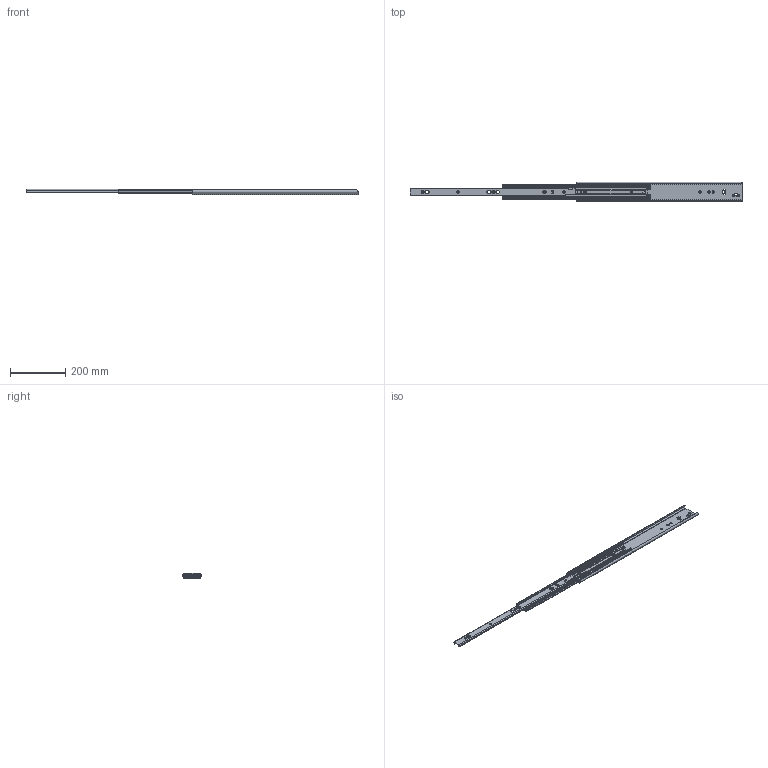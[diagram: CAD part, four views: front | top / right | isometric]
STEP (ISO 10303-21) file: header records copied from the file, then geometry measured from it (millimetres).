
FILE_DESCRIPTION(/* description */ ('TITAN-F- 600/600mm (18.5) Zinc-Magnesium'),/* implementation_level */ '2;1');
FILE_NAME(/* name */ 'M01-AC0_00_open.stp',/* time_stamp */ '2025-09-08T13:19:03+02:00',/* author */ ('l.hoffmann'),/* organization */ (''),/* preprocessor_version */ 'ST-DEVELOPER v20',/* originating_system */ 'Autodesk Inventor 2022',/* authorisation */ '');
FILE_SCHEMA (('AUTOMOTIVE_DESIGN { 1 0 10303 214 3 1 1 }'));
Length unit declared in the file: millimetre
Products named in the file (14): M01-F84; 511-M01-F84-TM1; 511-M01-F84-TM1_1; E000179097; E000179094; E000179093; 512-M01-F84-TM2; 512-M01-F84-TM2_1; E000179106; E000179084; E000179104; E000179103; 514-M01-F84-TM3; 514-M01-F84-TM3_1
Assembly tree (40 placements, depth 3):
  M01-F84
    511-M01-F84-TM1
      511-M01-F84-TM1_1
    E000179097
      E000179084
      E000179094
      E000179093  x15
    512-M01-F84-TM2
      512-M01-F84-TM2_1
    E000179106
      E000179084
      E000179104
      E000179103  x13
    514-M01-F84-TM3
      514-M01-F84-TM3_1
Bounding box: 1200 x 70.9 x 18.4 mm (x, y, z)
Volume: 287326.6 mm3; surface area: 344156.1 mm2
Topology: 61 solids, 61 shells, 1531 faces, 4591 edges, 3053 vertices
Faces by surface type: plane 739, cylinder 688, sphere 56, cone 48
Full cylindrical faces by diameter (mm): 7.9 x26, 8 x2, 9 x30, 13 x3
Entity records: 53090 total; most frequent: CARTESIAN_POINT 11052, ORIENTED_EDGE 8854, DIRECTION 8675, EDGE_CURVE 4427, VERTEX_POINT 2949, AXIS2_PLACEMENT_3D 2936, LINE 2803, VECTOR 2803
